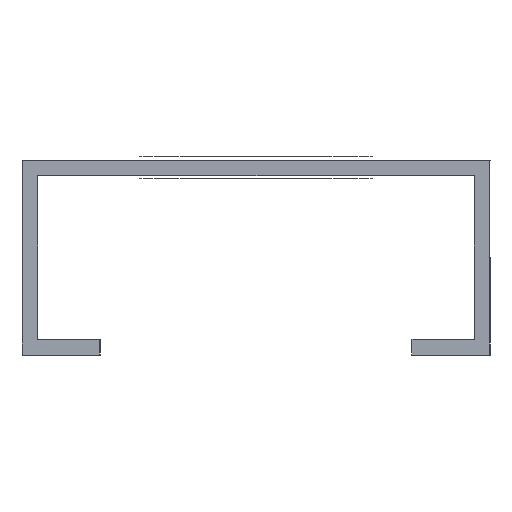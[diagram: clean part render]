
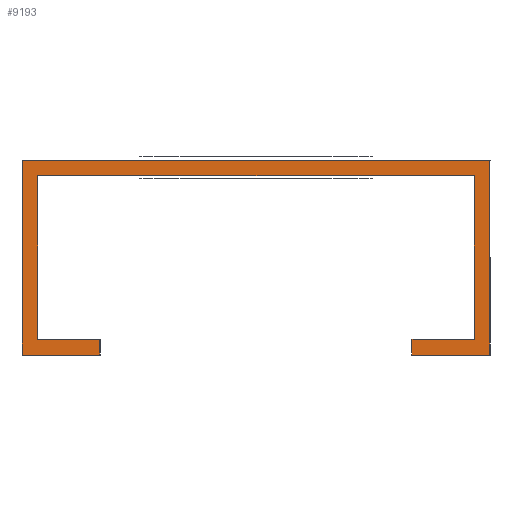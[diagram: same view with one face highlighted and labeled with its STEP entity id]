
A CAD part, left-side view. The second image highlights one B-rep face of the part: STEP entity #9193.
In plain terms, the highlighted planar face has unit normal (-1, 0, 0).
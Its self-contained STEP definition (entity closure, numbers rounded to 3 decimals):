
#1879=FACE_OUTER_BOUND('',#2265,.T.);
#2265=EDGE_LOOP('',(#7256,#7257,#7258,#7259,#7260,#7261,#7262,#7263,#7264,
#7265,#7266,#7267));
#2648=LINE('',#13754,#3428);
#2653=LINE('',#13764,#3433);
#2655=LINE('',#13769,#3435);
#2659=LINE('',#13777,#3439);
#2660=LINE('',#13779,#3440);
#2661=LINE('',#13781,#3441);
#2662=LINE('',#13783,#3442);
#2663=LINE('',#13785,#3443);
#2664=LINE('',#13787,#3444);
#2665=LINE('',#13789,#3445);
#2666=LINE('',#13790,#3446);
#2667=LINE('',#13791,#3447);
#3428=VECTOR('',#10712,1.);
#3433=VECTOR('',#10719,1.);
#3435=VECTOR('',#10723,1.);
#3439=VECTOR('',#10729,1.);
#3440=VECTOR('',#10730,1.);
#3441=VECTOR('',#10731,1.);
#3442=VECTOR('',#10732,1.);
#3443=VECTOR('',#10733,1.);
#3444=VECTOR('',#10734,1.);
#3445=VECTOR('',#10735,1.);
#3446=VECTOR('',#10736,1.);
#3447=VECTOR('',#10737,1.);
#4208=VERTEX_POINT('',#13752);
#4209=VERTEX_POINT('',#13753);
#4212=VERTEX_POINT('',#13761);
#4214=VERTEX_POINT('',#13767);
#4215=VERTEX_POINT('',#13768);
#4218=VERTEX_POINT('',#13776);
#4219=VERTEX_POINT('',#13778);
#4220=VERTEX_POINT('',#13780);
#4221=VERTEX_POINT('',#13782);
#4222=VERTEX_POINT('',#13784);
#4223=VERTEX_POINT('',#13786);
#4224=VERTEX_POINT('',#13788);
#5720=EDGE_CURVE('',#4208,#4209,#2648,.T.);
#5725=EDGE_CURVE('',#4209,#4212,#2653,.T.);
#5727=EDGE_CURVE('',#4214,#4215,#2655,.T.);
#5731=EDGE_CURVE('',#4218,#4212,#2659,.T.);
#5732=EDGE_CURVE('',#4219,#4218,#2660,.T.);
#5733=EDGE_CURVE('',#4219,#4220,#2661,.T.);
#5734=EDGE_CURVE('',#4221,#4220,#2662,.T.);
#5735=EDGE_CURVE('',#4222,#4221,#2663,.T.);
#5736=EDGE_CURVE('',#4223,#4222,#2664,.T.);
#5737=EDGE_CURVE('',#4223,#4224,#2665,.T.);
#5738=EDGE_CURVE('',#4224,#4215,#2666,.T.);
#5739=EDGE_CURVE('',#4214,#4208,#2667,.T.);
#7256=ORIENTED_EDGE('',*,*,#5731,.F.);
#7257=ORIENTED_EDGE('',*,*,#5732,.F.);
#7258=ORIENTED_EDGE('',*,*,#5733,.T.);
#7259=ORIENTED_EDGE('',*,*,#5734,.F.);
#7260=ORIENTED_EDGE('',*,*,#5735,.F.);
#7261=ORIENTED_EDGE('',*,*,#5736,.F.);
#7262=ORIENTED_EDGE('',*,*,#5737,.T.);
#7263=ORIENTED_EDGE('',*,*,#5738,.T.);
#7264=ORIENTED_EDGE('',*,*,#5727,.F.);
#7265=ORIENTED_EDGE('',*,*,#5739,.T.);
#7266=ORIENTED_EDGE('',*,*,#5720,.T.);
#7267=ORIENTED_EDGE('',*,*,#5725,.T.);
#8807=PLANE('',#9581);
#9193=ADVANCED_FACE('',(#1879),#8807,.F.);
#9581=AXIS2_PLACEMENT_3D('',#13775,#10727,#10728);
#10712=DIRECTION('',(0.,0.,1.));
#10719=DIRECTION('',(0.,1.,0.));
#10723=DIRECTION('',(0.,0.,1.));
#10727=DIRECTION('center_axis',(1.,0.,0.));
#10728=DIRECTION('ref_axis',(0.,0.,-1.));
#10729=DIRECTION('',(0.,0.,-1.));
#10730=DIRECTION('',(0.,1.,0.));
#10731=DIRECTION('',(0.,0.,-1.));
#10732=DIRECTION('',(0.,-1.,0.));
#10733=DIRECTION('',(0.,0.,1.));
#10734=DIRECTION('',(0.,1.,0.));
#10735=DIRECTION('',(0.,0.,1.));
#10736=DIRECTION('',(0.,1.,0.));
#10737=DIRECTION('',(0.,-1.,0.));
#13752=CARTESIAN_POINT('',(0.,25.269,0.019));
#13753=CARTESIAN_POINT('',(0.,25.269,1.019));
#13754=CARTESIAN_POINT('',(0.,25.269,0.019));
#13761=CARTESIAN_POINT('',(0.,29.269,1.019));
#13764=CARTESIAN_POINT('',(0.,25.269,1.019));
#13767=CARTESIAN_POINT('',(0.,30.269,0.019));
#13768=CARTESIAN_POINT('',(0.,30.269,12.519));
#13769=CARTESIAN_POINT('',(0.,30.269,0.019));
#13775=CARTESIAN_POINT('Origin',(0.,2.769,0.519));
#13776=CARTESIAN_POINT('',(0.,29.269,11.519));
#13777=CARTESIAN_POINT('',(0.,29.269,12.519));
#13778=CARTESIAN_POINT('',(0.,1.269,11.519));
#13779=CARTESIAN_POINT('',(0.,0.269,11.519));
#13780=CARTESIAN_POINT('',(0.,1.269,1.019));
#13781=CARTESIAN_POINT('',(0.,1.269,12.519));
#13782=CARTESIAN_POINT('',(0.,5.269,1.019));
#13783=CARTESIAN_POINT('',(0.,5.269,1.019));
#13784=CARTESIAN_POINT('',(0.,5.269,0.019));
#13785=CARTESIAN_POINT('',(0.,5.269,0.019));
#13786=CARTESIAN_POINT('',(0.,0.269,0.019));
#13787=CARTESIAN_POINT('',(0.,0.269,0.019));
#13788=CARTESIAN_POINT('',(0.,0.269,12.519));
#13789=CARTESIAN_POINT('',(0.,0.269,0.019));
#13790=CARTESIAN_POINT('',(0.,0.269,12.519));
#13791=CARTESIAN_POINT('',(0.,30.269,0.019));
